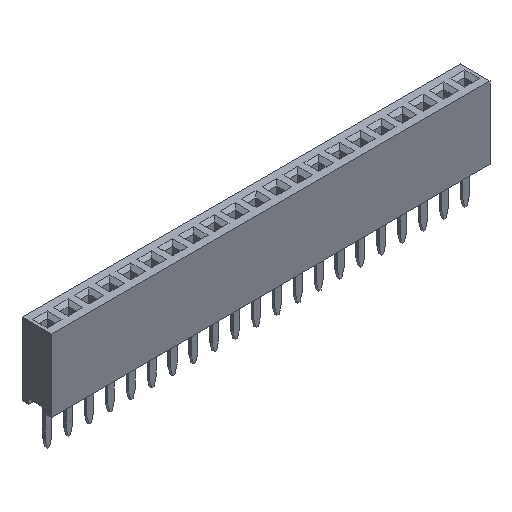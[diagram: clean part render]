
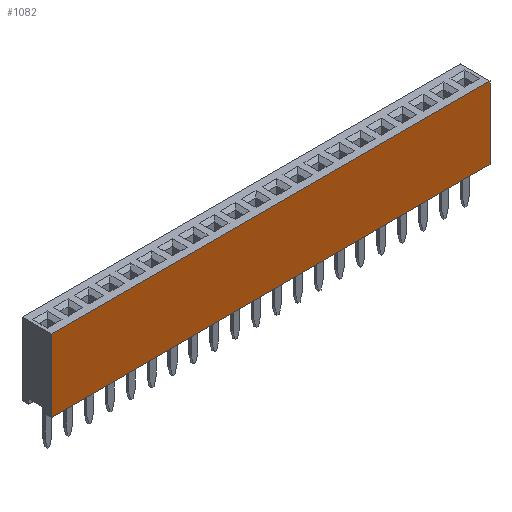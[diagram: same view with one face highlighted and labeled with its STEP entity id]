
A CAD part, isometric view. The second image highlights one B-rep face of the part: STEP entity #1082.
In plain terms, the highlighted planar face has unit normal (0, -1, 0).
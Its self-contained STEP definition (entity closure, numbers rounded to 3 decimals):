
#1082=ADVANCED_FACE('',(#12750),#12752,.T.);
#12750=FACE_BOUND('',#12751,.T.);
#12751=EDGE_LOOP('',(#21963,#21964,#21965,#21966));
#12752=PLANE('',#12753);
#12753=AXIS2_PLACEMENT_3D('',#12754,#12755,#12756);
#12754=CARTESIAN_POINT('',(-0.635,-0.9,0.));
#12755=DIRECTION('',(0.,-1.,0.));
#12756=DIRECTION('',(1.,0.,0.));
#21963=ORIENTED_EDGE('',*,*,#28458,.T.);
#21964=ORIENTED_EDGE('',*,*,#28632,.T.);
#21965=ORIENTED_EDGE('',*,*,#28633,.F.);
#21966=ORIENTED_EDGE('',*,*,#28463,.F.);
#28458=EDGE_CURVE('',#32103,#32101,#32104,.T.);
#28463=EDGE_CURVE('',#32103,#32111,#32112,.T.);
#28632=EDGE_CURVE('',#32101,#32366,#32368,.T.);
#28633=EDGE_CURVE('',#32111,#32366,#32369,.T.);
#32101=VERTEX_POINT('',#38133);
#32103=VERTEX_POINT('',#38137);
#32104=LINE('',#38138,#38139);
#32111=VERTEX_POINT('',#38155);
#32112=LINE('',#38156,#38157);
#32366=VERTEX_POINT('',#38746);
#32368=LINE('',#38750,#38751);
#32369=LINE('',#38753,#38754);
#38133=CARTESIAN_POINT('',(26.035,-0.9,0.));
#38137=CARTESIAN_POINT('',(-0.635,-0.9,0.));
#38138=CARTESIAN_POINT('',(-0.635,-0.9,0.));
#38139=VECTOR('',#38140,1.);
#38140=DIRECTION('',(1.,0.,0.));
#38155=CARTESIAN_POINT('',(-0.635,-0.9,4.4));
#38156=CARTESIAN_POINT('',(-0.635,-0.9,0.));
#38157=VECTOR('',#38158,1.);
#38158=DIRECTION('',(0.,0.,1.));
#38746=CARTESIAN_POINT('',(26.035,-0.9,4.4));
#38750=CARTESIAN_POINT('',(26.035,-0.9,0.));
#38751=VECTOR('',#38752,1.);
#38752=DIRECTION('',(0.,0.,1.));
#38753=CARTESIAN_POINT('',(-0.635,-0.9,4.4));
#38754=VECTOR('',#38755,1.);
#38755=DIRECTION('',(1.,0.,0.));
